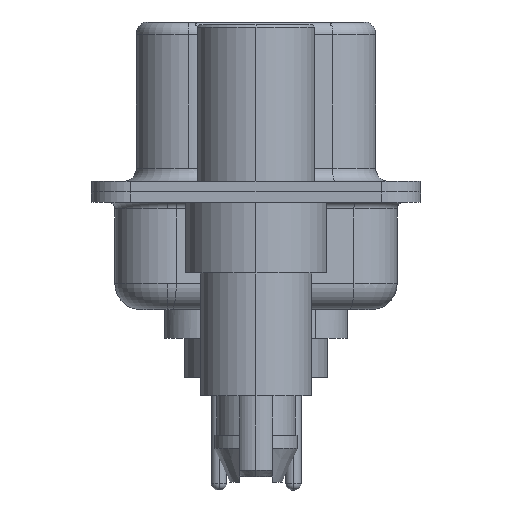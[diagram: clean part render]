
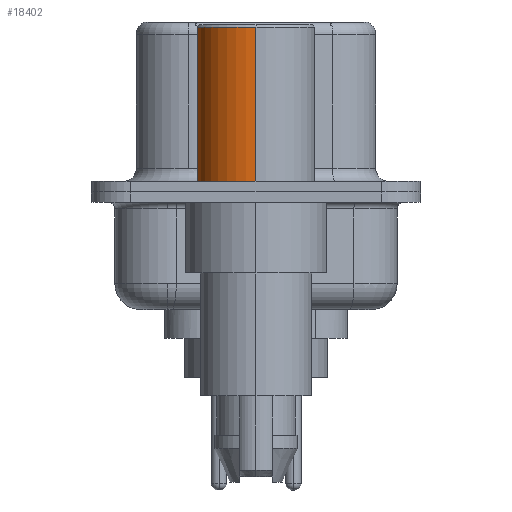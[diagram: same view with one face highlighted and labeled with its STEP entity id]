
A CAD part, left-side view. The second image highlights one B-rep face of the part: STEP entity #18402.
In plain terms, the highlighted cylindrical face has radius 2.25 mm (diameter 4.5 mm), a partial arc.
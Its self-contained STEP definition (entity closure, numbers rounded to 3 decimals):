
#710 = CARTESIAN_POINT ( 'NONE',  ( 0., 0., 0.4 ) ) ;
#755 = EDGE_CURVE ( 'NONE', #895, #15922, #16549, .T. ) ;
#895 = VERTEX_POINT ( 'NONE', #14621 ) ;
#2157 = CARTESIAN_POINT ( 'NONE',  ( 2.25, 0., 0.4 ) ) ;
#2393 = CARTESIAN_POINT ( 'NONE',  ( -2.25, 0., 6.3 ) ) ;
#2539 = DIRECTION ( 'NONE',  ( 1., 0., 0. ) ) ;
#3963 = DIRECTION ( 'NONE',  ( 0., 0., 1. ) ) ;
#4133 = VERTEX_POINT ( 'NONE', #19042 ) ;
#4413 = CARTESIAN_POINT ( 'NONE',  ( -2.25, 0., 0.581 ) ) ;
#4551 = DIRECTION ( 'NONE',  ( 0., 0., 1. ) ) ;
#4574 = DIRECTION ( 'NONE',  ( 0., 0., 1. ) ) ;
#4736 = ORIENTED_EDGE ( 'NONE', *, *, #755, .F. ) ;
#5519 = EDGE_CURVE ( 'NONE', #4133, #15922, #11510, .T. ) ;
#6209 = EDGE_LOOP ( 'NONE', ( #8250, #15968, #4736, #16383 ) ) ;
#8149 = CARTESIAN_POINT ( 'NONE',  ( 0., 0., 0.581 ) ) ;
#8250 = ORIENTED_EDGE ( 'NONE', *, *, #10426, .T. ) ;
#8504 = DIRECTION ( 'NONE',  ( 1., 0., 0. ) ) ;
#8854 = FACE_OUTER_BOUND ( 'NONE', #6209, .T. ) ;
#9911 = DIRECTION ( 'NONE',  ( 0., 0., 1. ) ) ;
#10426 = EDGE_CURVE ( 'NONE', #22875, #4133, #17453, .T. ) ;
#11510 = LINE ( 'NONE', #4413, #15809 ) ;
#11650 = EDGE_CURVE ( 'NONE', #22875, #895, #12269, .T. ) ;
#12269 = LINE ( 'NONE', #13750, #21399 ) ;
#13481 = DIRECTION ( 'NONE',  ( 0., 0., 1. ) ) ;
#13750 = CARTESIAN_POINT ( 'NONE',  ( 2.25, 0., 0.581 ) ) ;
#14621 = CARTESIAN_POINT ( 'NONE',  ( 2.25, 0., 6.3 ) ) ;
#15809 = VECTOR ( 'NONE', #3963, 1000. ) ;
#15922 = VERTEX_POINT ( 'NONE', #2393 ) ;
#15968 = ORIENTED_EDGE ( 'NONE', *, *, #5519, .T. ) ;
#16383 = ORIENTED_EDGE ( 'NONE', *, *, #11650, .F. ) ;
#16549 = CIRCLE ( 'NONE', #19245, 2.25 ) ;
#17404 = CYLINDRICAL_SURFACE ( 'NONE', #21648, 2.25 ) ;
#17453 = CIRCLE ( 'NONE', #19065, 2.25 ) ;
#18402 = ADVANCED_FACE ( 'NONE', ( #8854 ), #17404, .T. ) ;
#19042 = CARTESIAN_POINT ( 'NONE',  ( -2.25, 0., 0.4 ) ) ;
#19065 = AXIS2_PLACEMENT_3D ( 'NONE', #710, #13481, #2539 ) ;
#19245 = AXIS2_PLACEMENT_3D ( 'NONE', #23261, #4551, #8504 ) ;
#20890 = DIRECTION ( 'NONE',  ( 1., 0., 0. ) ) ;
#21399 = VECTOR ( 'NONE', #4574, 1000. ) ;
#21648 = AXIS2_PLACEMENT_3D ( 'NONE', #8149, #9911, #20890 ) ;
#22875 = VERTEX_POINT ( 'NONE', #2157 ) ;
#23261 = CARTESIAN_POINT ( 'NONE',  ( 0., 0., 6.3 ) ) ;
